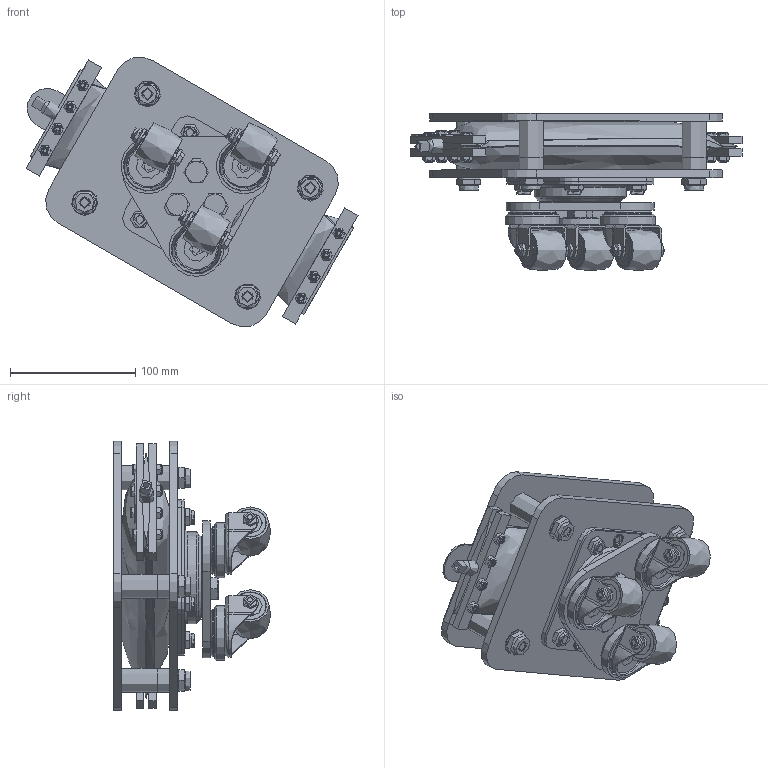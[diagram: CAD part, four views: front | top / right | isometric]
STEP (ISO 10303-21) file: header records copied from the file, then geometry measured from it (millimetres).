
FILE_DESCRIPTION(/* description */ (''),/* implementation_level */ '2;1');
FILE_NAME(/* name */ 'HWLPUSS033KUP3.stp',/* time_stamp */ '2018-05-10T07:48:08+02:00',/* author */ ('raede'),/* organization */ (''),/* preprocessor_version */ 'ST-DEVELOPER v15.6',/* originating_system */ 'Autodesk Inventor 2015',/* authorisation */ '');
FILE_SCHEMA (('AUTOMOTIVE_DESIGN { 1 0 10303 214 3 1 1 }'));
Length unit declared in the file: millimetre
Products named in the file (20): 6x108.62x118_M10; Drehkranz_H138_109_skaliert_075; Gehaeuse_Micro3; Rolle_33_Micro3; DIN 931-1 - M6 x 40; DIN 985 - M6; DIN 7991 - M10x20; Lenkrolle_33_Micro3; HW_Platte_oben_200_150; HW_Platte_unten_200_150; Luftkissen_Micro3; DIN_931_M5X20; DIN_985_M5; Luftkissen_Micro3_ZSB; DIN 7991 - M10x60; DIN 985 - M10; DIN 7991 - M10  x  20; DIN 985 - M8 x 1; DIN 933 - M10  x 20; HWLPUSS033KUP3
Bounding box: 264.77 x 125.35 x 214.92 mm (x, y, z)
Volume: 1149010.6 mm3; surface area: 388958.7 mm2
Topology: 78 solids, 78 shells, 1391 faces, 3055 edges, 1922 vertices
Faces by surface type: plane 649, cylinder 366, cone 283, torus 69, bspline 24
Full cylindrical faces by diameter (mm): 4.188 x16, 4.878 x8, 4.917 x3, 5 x8, 5.2 x16, 5.4 x16, 5.888 x12, 6 x10, 6.2 x6, 6.75 x2, 6.917 x4, 6.975 x2, 7.173 x3, 7.3 x8, 7.5 x1, 7.58 x3, 8 x1, 8.376 x7, 8.5 x8, 8.568 x1, 8.9 x6, 9.188 x3, 10 x15, 10.5 x2, 11 x14, 11.6 x4, 12 x1, 15.123 x3, 15.4 x3, 15.6 x4
Entity records: 19647 total; most frequent: CARTESIAN_POINT 6301, DIRECTION 2774, ORIENTED_EDGE 2242, AXIS2_PLACEMENT_3D 1158, EDGE_CURVE 1121, EDGE_LOOP 962, VERTEX_POINT 835, FACE_OUTER_BOUND 583
